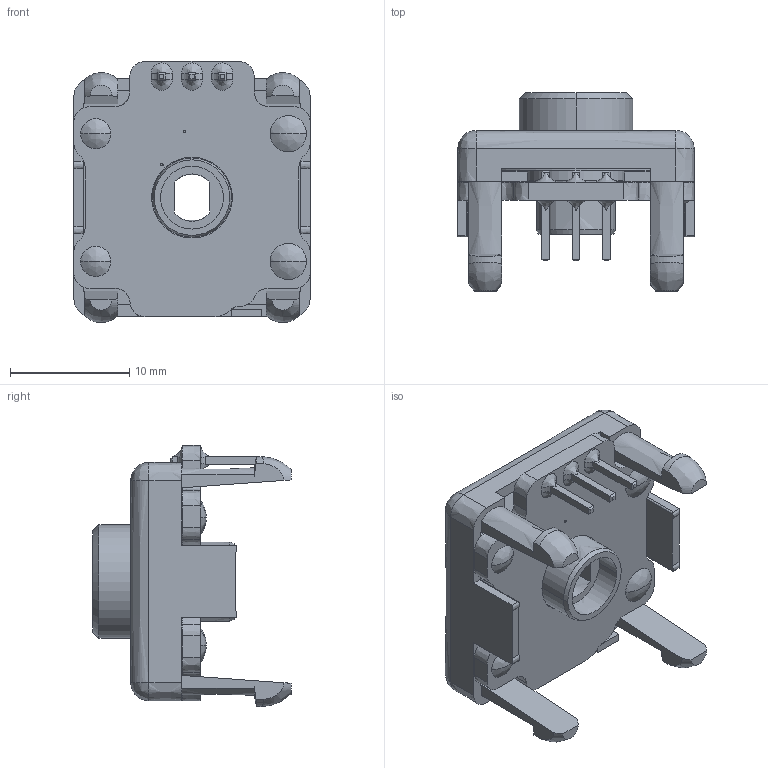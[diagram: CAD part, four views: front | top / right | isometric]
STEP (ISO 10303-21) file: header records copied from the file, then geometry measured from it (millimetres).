
FILE_DESCRIPTION((''),'2;1');
FILE_NAME('03756-70401','2007-10-10T',('RICKB'),('Bourns, Inc.'),'PRO/ENGINEER BY PARAMETRIC TECHNOLOGY CORPORATION, 2001200','PRO/ENGINEER BY PARAMETRIC TECHNOLOGY CORPORATION, 2001200','');
FILE_SCHEMA(('AUTOMOTIVE_DESIGN_CC2 { 1 2 10303 214 -1 1 5 2 }'));
Length unit declared in the file: inch
Products named in the file (1): 03756-70401
Bounding box: 19.84 x 16.64 x 21.92 mm (x, y, z)
Volume: 1941.9 mm3; surface area: 3702 mm2
Topology: 2 solids, 18 shells, 445 faces, 1119 edges, 718 vertices
Faces by surface type: bspline 445
Entity records: 20632 total; most frequent: CARTESIAN_POINT 7938, ORIENTED_EDGE 2222, DIRECTION 1387, PRESENTATION_STYLE_ASSIGNMENT 1116, STYLED_ITEM 1113, CURVE_STYLE 1111, EDGE_CURVE 1111, VERTEX_POINT 718
